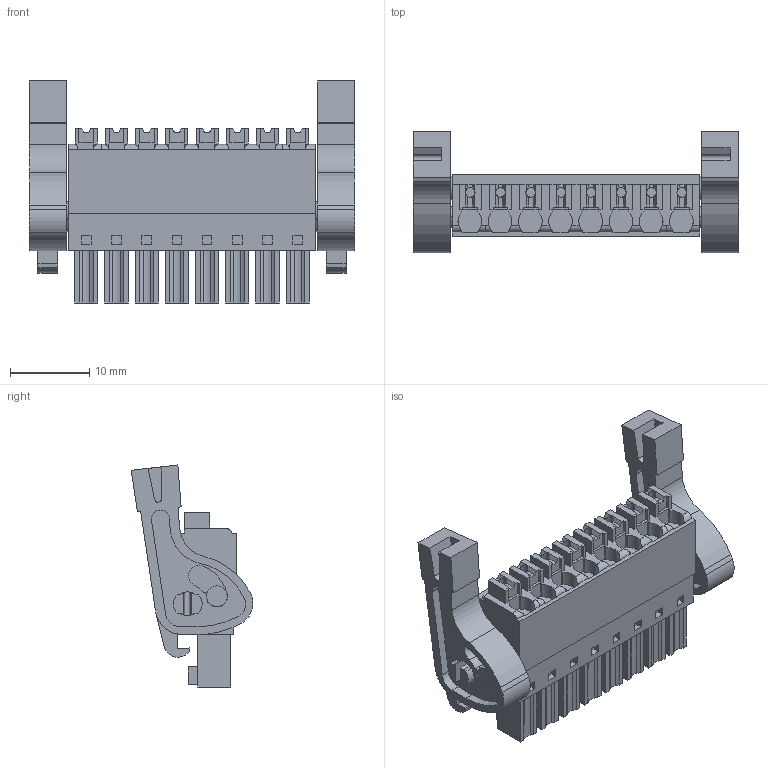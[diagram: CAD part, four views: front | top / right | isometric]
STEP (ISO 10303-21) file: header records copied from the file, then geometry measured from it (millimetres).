
FILE_DESCRIPTION(('CATIA V5 STEP','CAx-IF Rec.Pracs.--- Model Styling and Organization---1.2---2011-12-15'),'2;1');
FILE_NAME ('D1462232_0', '2017-07-31T12:50:54+00:00', ('none'), ('Weidmueller'), 'CATIA Version 5-6 Release 2014', 'CATIA V5 STEP AP214', 'none');
FILE_SCHEMA(('AUTOMOTIVE_DESIGN { 1 0 10303 214 1 1 1 1 }'));
Length unit declared in the file: millimetre
Products named in the file (1): 2442660000
Bounding box: 41.07 x 15.33 x 28 mm (x, y, z)
Volume: 4873.4 mm3; surface area: 5048.8 mm2
Topology: 11 solids, 11 shells, 696 faces, 1898 edges, 1266 vertices
Faces by surface type: plane 533, cylinder 163
Entity records: 21507 total; most frequent: CARTESIAN_POINT 4255, ORIENTED_EDGE 3796, DIRECTION 2699, EDGE_CURVE 1898, VECTOR 1470, LINE 1470, VERTEX_POINT 1266, AXIS2_PLACEMENT_3D 781
